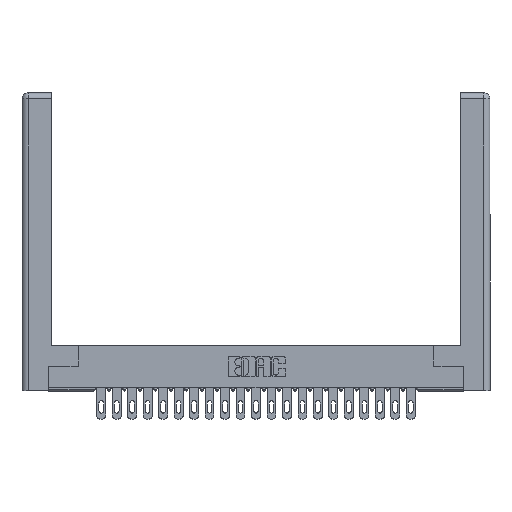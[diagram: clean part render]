
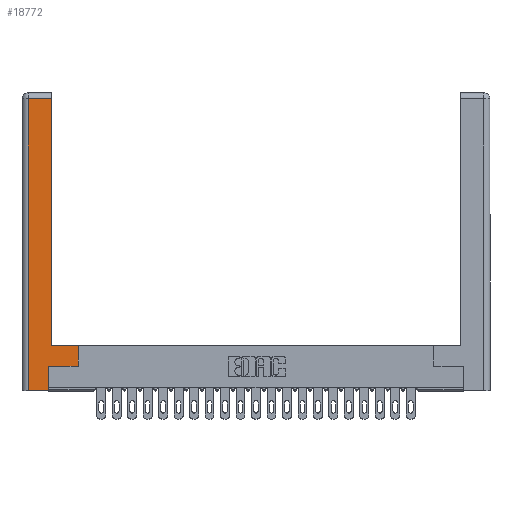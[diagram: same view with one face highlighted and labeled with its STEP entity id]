
A CAD part, top view. The second image highlights one B-rep face of the part: STEP entity #18772.
In plain terms, the highlighted planar face has unit normal (0, 0, 1).
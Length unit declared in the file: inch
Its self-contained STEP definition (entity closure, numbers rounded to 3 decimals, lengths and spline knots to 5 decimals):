
#49 = CARTESIAN_POINT ( 'NONE',  ( 0.295, 0.45, 0. ) ) ;
#125 = LINE ( 'NONE', #19955, #16650 ) ;
#222 = ORIENTED_EDGE ( 'NONE', *, *, #14582, .T. ) ;
#1129 = ORIENTED_EDGE ( 'NONE', *, *, #5501, .T. ) ;
#1185 = VERTEX_POINT ( 'NONE', #2654 ) ;
#1738 = DIRECTION ( 'NONE',  ( 1., 0., 0. ) ) ;
#2138 = LINE ( 'NONE', #6726, #12948 ) ;
#2562 = LINE ( 'NONE', #10964, #6581 ) ;
#2654 = CARTESIAN_POINT ( 'NONE',  ( 0.265, 0., 0. ) ) ;
#3166 = CARTESIAN_POINT ( 'NONE',  ( 0.565, 0.45, 0. ) ) ;
#3592 = ORIENTED_EDGE ( 'NONE', *, *, #8852, .T. ) ;
#3883 = VECTOR ( 'NONE', #13638, 39.37008 ) ;
#4661 = DIRECTION ( 'NONE',  ( -1., 0., 0. ) ) ;
#4826 = EDGE_CURVE ( 'NONE', #21273, #8396, #25801, .T. ) ;
#4921 = AXIS2_PLACEMENT_3D ( 'NONE', #15914, #11640, #24300 ) ;
#5501 = EDGE_CURVE ( 'NONE', #6344, #18169, #2138, .T. ) ;
#5687 = EDGE_CURVE ( 'NONE', #10287, #1185, #125, .T. ) ;
#6344 = VERTEX_POINT ( 'NONE', #17189 ) ;
#6581 = VECTOR ( 'NONE', #22034, 39.37008 ) ;
#6726 = CARTESIAN_POINT ( 'NONE',  ( 0.0615, 2.94, 0. ) ) ;
#8396 = VERTEX_POINT ( 'NONE', #24055 ) ;
#8821 = ORIENTED_EDGE ( 'NONE', *, *, #11759, .T. ) ;
#8852 = EDGE_CURVE ( 'NONE', #24856, #21273, #13804, .T. ) ;
#9541 = LINE ( 'NONE', #11833, #12598 ) ;
#10287 = VERTEX_POINT ( 'NONE', #26829 ) ;
#10639 = LINE ( 'NONE', #20476, #3883 ) ;
#10922 = CARTESIAN_POINT ( 'NONE',  ( 0.265, 0.245, 0. ) ) ;
#10964 = CARTESIAN_POINT ( 'NONE',  ( 0.295, 3., 0. ) ) ;
#11640 = DIRECTION ( 'NONE',  ( 0., 0., -1. ) ) ;
#11759 = EDGE_CURVE ( 'NONE', #8396, #14827, #9541, .T. ) ;
#11833 = CARTESIAN_POINT ( 'NONE',  ( 0.295, 0.45, 0. ) ) ;
#11859 = DIRECTION ( 'NONE',  ( 0., 1., 0. ) ) ;
#11883 = VECTOR ( 'NONE', #12691, 39.37008 ) ;
#12406 = VECTOR ( 'NONE', #1738, 39.37008 ) ;
#12598 = VECTOR ( 'NONE', #16447, 39.37008 ) ;
#12691 = DIRECTION ( 'NONE',  ( 0., -1., 0. ) ) ;
#12948 = VECTOR ( 'NONE', #4661, 39.37008 ) ;
#13638 = DIRECTION ( 'NONE',  ( 0., 1., 0. ) ) ;
#13804 = LINE ( 'NONE', #23253, #12406 ) ;
#14582 = EDGE_CURVE ( 'NONE', #18169, #10287, #26397, .T. ) ;
#14752 = ORIENTED_EDGE ( 'NONE', *, *, #17745, .T. ) ;
#14827 = VERTEX_POINT ( 'NONE', #49 ) ;
#15055 = CARTESIAN_POINT ( 'NONE',  ( 0.0615, 0., 0. ) ) ;
#15740 = DIRECTION ( 'NONE',  ( 1., 0., 0. ) ) ;
#15914 = CARTESIAN_POINT ( 'NONE',  ( 0., 0., 0. ) ) ;
#16399 = CARTESIAN_POINT ( 'NONE',  ( 0.565, 0.245, 0. ) ) ;
#16447 = DIRECTION ( 'NONE',  ( -1., 0., 0. ) ) ;
#16650 = VECTOR ( 'NONE', #15740, 39.37008 ) ;
#17189 = CARTESIAN_POINT ( 'NONE',  ( 0.295, 2.94, 0. ) ) ;
#17745 = EDGE_CURVE ( 'NONE', #1185, #24856, #10639, .T. ) ;
#17752 = ORIENTED_EDGE ( 'NONE', *, *, #4826, .T. ) ;
#18169 = VERTEX_POINT ( 'NONE', #24520 ) ;
#18691 = EDGE_CURVE ( 'NONE', #14827, #6344, #2562, .T. ) ;
#18729 = FACE_OUTER_BOUND ( 'NONE', #19036, .T. ) ;
#18772 = ADVANCED_FACE ( 'NONE', ( #18729 ), #21851, .F. ) ;
#18969 = ORIENTED_EDGE ( 'NONE', *, *, #5687, .T. ) ;
#19036 = EDGE_LOOP ( 'NONE', ( #22446, #1129, #222, #18969, #14752, #3592, #17752, #8821 ) ) ;
#19955 = CARTESIAN_POINT ( 'NONE',  ( 0.265, 0., 0. ) ) ;
#20476 = CARTESIAN_POINT ( 'NONE',  ( 0.265, 0.245, 0. ) ) ;
#21084 = VECTOR ( 'NONE', #11859, 39.37008 ) ;
#21273 = VERTEX_POINT ( 'NONE', #16399 ) ;
#21851 = PLANE ( 'NONE',  #4921 ) ;
#22034 = DIRECTION ( 'NONE',  ( 0., 1., 0. ) ) ;
#22446 = ORIENTED_EDGE ( 'NONE', *, *, #18691, .T. ) ;
#23253 = CARTESIAN_POINT ( 'NONE',  ( 0.565, 0.245, 0. ) ) ;
#24055 = CARTESIAN_POINT ( 'NONE',  ( 0.565, 0.45, 0. ) ) ;
#24300 = DIRECTION ( 'NONE',  ( -1., 0., 0. ) ) ;
#24520 = CARTESIAN_POINT ( 'NONE',  ( 0.0615, 2.94, 0. ) ) ;
#24856 = VERTEX_POINT ( 'NONE', #10922 ) ;
#25801 = LINE ( 'NONE', #3166, #21084 ) ;
#26397 = LINE ( 'NONE', #15055, #11883 ) ;
#26829 = CARTESIAN_POINT ( 'NONE',  ( 0.0615, 0., 0. ) ) ;
